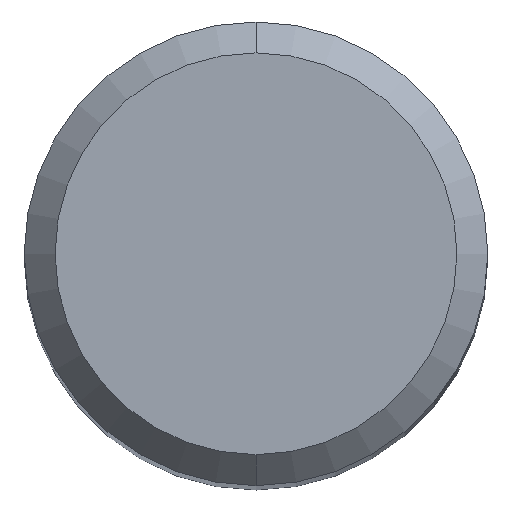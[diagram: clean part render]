
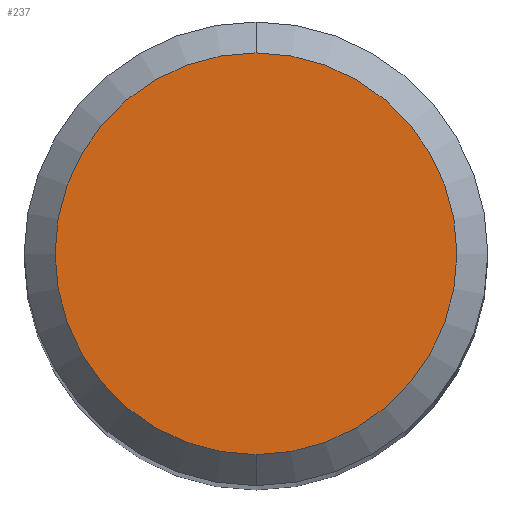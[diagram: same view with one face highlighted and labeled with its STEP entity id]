
A CAD part, top view. The second image highlights one B-rep face of the part: STEP entity #237.
In plain terms, the highlighted planar face has unit normal (0, 0, 1).
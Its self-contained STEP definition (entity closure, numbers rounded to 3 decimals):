
#237=ADVANCED_FACE('',(#560),#561,.T.);
#249=EDGE_CURVE('',#273,#377,#574,.T.);
#273=VERTEX_POINT('',#601);
#377=VERTEX_POINT('',#717);
#475=EDGE_CURVE('',#377,#273,#823,.T.);
#560=FACE_OUTER_BOUND('',#951,.T.);
#561=PLANE('',#952);
#574=CIRCLE('',#971,2.6);
#601=CARTESIAN_POINT('',(0.0,2.6,0.0));
#717=CARTESIAN_POINT('',(0.,-2.6,0.0));
#823=CIRCLE('',#1478,2.6);
#951=EDGE_LOOP('',(#1564,#1565));
#952=AXIS2_PLACEMENT_3D('',#1566,#1567,#1568);
#971=AXIS2_PLACEMENT_3D('',#1585,#1586,#1587);
#1478=AXIS2_PLACEMENT_3D('',#1845,#1846,#1847);
#1564=ORIENTED_EDGE('',*,*,#249,.F.);
#1565=ORIENTED_EDGE('',*,*,#475,.F.);
#1566=CARTESIAN_POINT('',(0.0,1.3,0.0));
#1567=DIRECTION('',(-0.0,0.0,1.0));
#1568=DIRECTION('',(0.0,-1.0,0.0));
#1585=CARTESIAN_POINT('',(0.0,0.0,0.0));
#1586=DIRECTION('',(0.0,0.0,-1.0));
#1587=DIRECTION('',(0.0,1.0,0.0));
#1845=CARTESIAN_POINT('',(0.0,0.0,0.0));
#1846=DIRECTION('',(0.0,0.0,-1.0));
#1847=DIRECTION('',(0.0,1.0,0.0));
